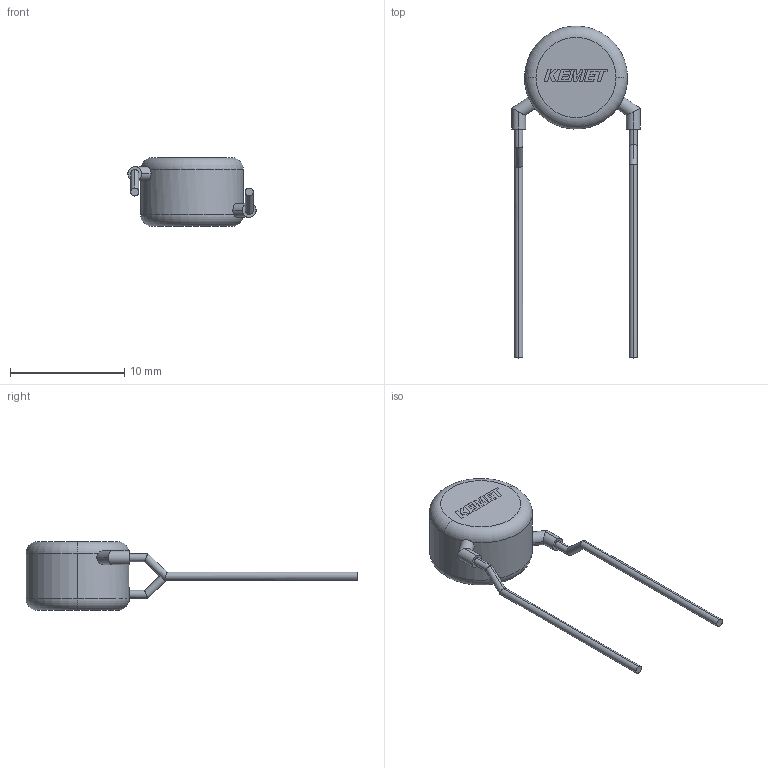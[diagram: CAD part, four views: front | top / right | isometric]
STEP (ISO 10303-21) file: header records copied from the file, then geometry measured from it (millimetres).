
FILE_DESCRIPTION (( 'STEP AP214' ), '1' );
FILE_NAME ('CCD_VC9X6_D9T6S10LL20F0.7V2.7.STEP', '2025-03-24T20:39:41', ( '' ), ( '' ), 'SwSTEP 2.0', 'SolidWorks 2021', '' );
FILE_SCHEMA (( 'AUTOMOTIVE_DESIGN' ));
Length unit declared in the file: millimetre
Products named in the file (1): CCD_VC9X6_D9T6S10LL20F0.7V2.7
Bounding box: 11.2 x 29 x 6 mm (x, y, z)
Volume: 392.5 mm3; surface area: 391.3 mm2
Topology: 4 solids, 4 shells, 89 faces, 225 edges, 146 vertices
Faces by surface type: plane 63, cylinder 22, torus 4
Entity records: 3557 total; most frequent: CARTESIAN_POINT 567, ORIENTED_EDGE 450, DIRECTION 407, EDGE_CURVE 225, LINE 175, VECTOR 175, VERTEX_POINT 146, AXIS2_PLACEMENT_3D 116
